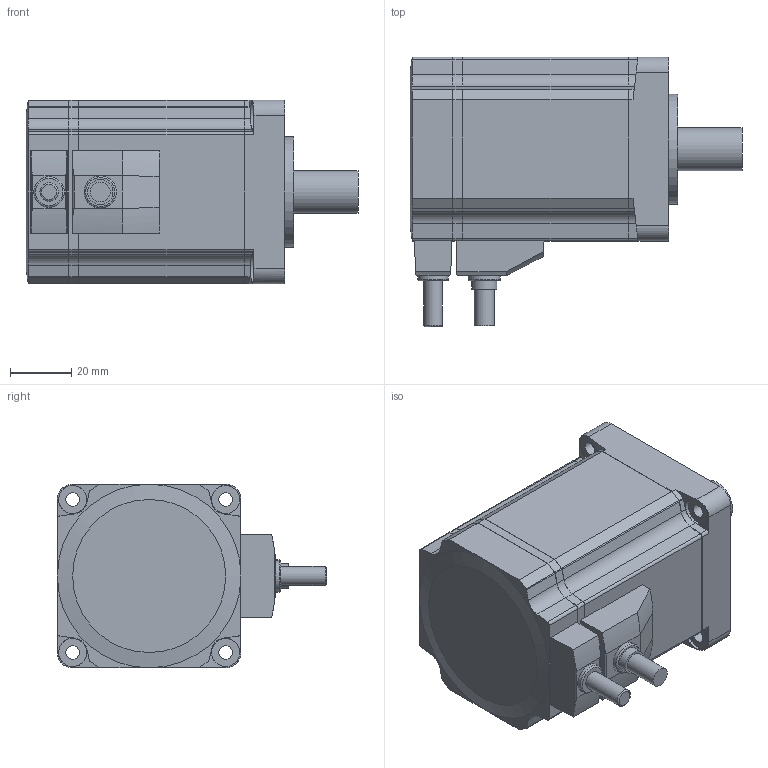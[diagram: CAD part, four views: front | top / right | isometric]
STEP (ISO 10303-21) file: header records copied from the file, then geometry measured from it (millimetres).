
FILE_DESCRIPTION(/* description */ ('STEP AP214'),/* implementation_level */ '2;1');
FILE_NAME(/* name */ 'NXM620A_1',/* time_stamp */ '2025-04-16T20:19:58+02:00',/* author */ ('License CC BY-ND 4.0'),/* organization */ ('CADENAS'),/* preprocessor_version */ 'ST-DEVELOPER v19.3',/* originating_system */ 'PARTsolutions',/* authorisation */ ' ');
FILE_SCHEMA (('AUTOMOTIVE_DESIGN {1 0 10303 214 3 1 1}'));
Length unit declared in the file: millimetre
Products named in the file (3): NXM620A_1; NX0-0; NX620A
Assembly tree (2 placements, depth 2):
  NXM620A_1
    NX0-0
    NX620A
Bounding box: 108.5 x 88 x 60 mm (x, y, z)
Volume: 291755.6 mm3; surface area: 29909.1 mm2
Topology: 1 solids, 1 shells, 268 faces, 743 edges, 494 vertices
Faces by surface type: plane 151, cylinder 111, cone 3, torus 3
Full cylindrical faces by diameter (mm): 4.5 x4, 6 x1, 6.5 x1, 8.2 x1, 9.2 x4, 10 x1, 10.5 x1, 14 x1, 36 x1
Entity records: 8608 total; most frequent: CARTESIAN_POINT 1578, DIRECTION 1471, ORIENTED_EDGE 1434, EDGE_CURVE 717, AXIS2_PLACEMENT_3D 495, VERTEX_POINT 486, LINE 481, VECTOR 481
